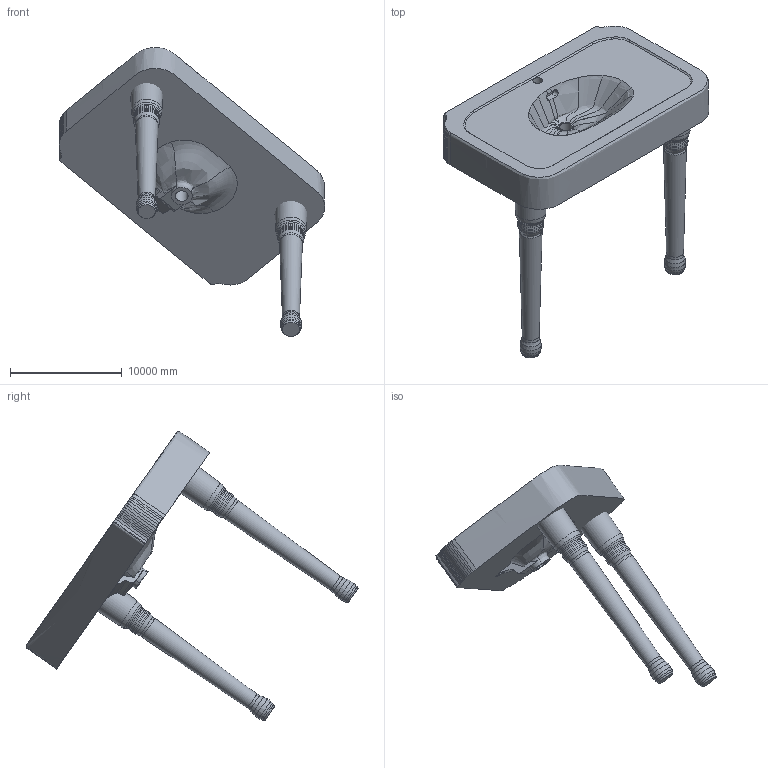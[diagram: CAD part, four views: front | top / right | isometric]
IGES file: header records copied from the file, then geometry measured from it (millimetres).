
Global section: file name: 80051; native system: AutoCAD 2016 - English; preprocessor: Autodesk Translation Framework DWG producer (atf_dwg_producer); organization: unknown; date: 20170210.102237; units: inch
Bounding box: 23774.25 x 29755.04 x 25883.14 mm (x, y, z)
Volume: 1097471565381.1 mm3; surface area: 1283226779 mm2
Topology: 4 solids, 4 shells, 141 faces, 413 edges, 284 vertices
Faces by surface type: bspline 141
